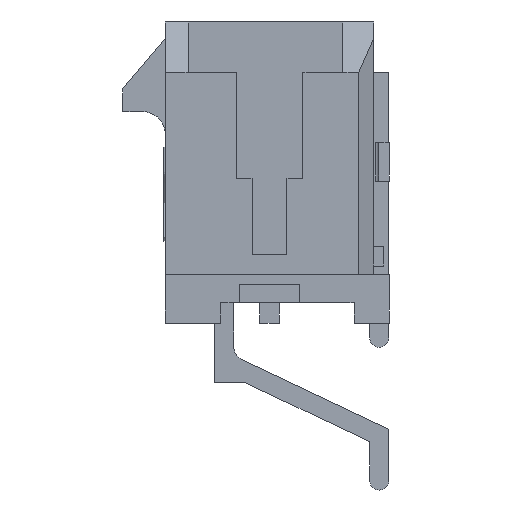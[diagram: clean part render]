
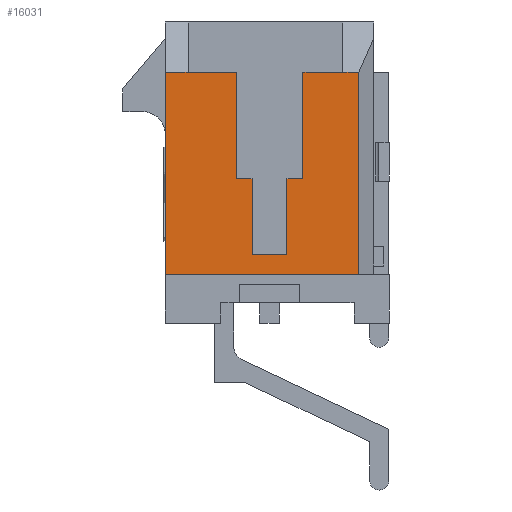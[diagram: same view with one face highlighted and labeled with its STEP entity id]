
A CAD part, left-side view. The second image highlights one B-rep face of the part: STEP entity #16031.
In plain terms, the highlighted planar face has unit normal (-1, 0, 0).
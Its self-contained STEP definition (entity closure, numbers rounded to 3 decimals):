
#1033=FACE_OUTER_BOUND('',#1962,.T.);
#1962=EDGE_LOOP('',(#12438,#12439,#12440,#12441,#12442,#12443,#12444,#12445,
#12446,#12447,#12448,#12449,#12450,#12451));
#2715=LINE('',#22646,#4773);
#2924=LINE('',#23424,#4982);
#2932=LINE('',#23438,#4990);
#3637=LINE('',#24865,#5695);
#3647=LINE('',#24885,#5705);
#3660=LINE('',#24909,#5718);
#3661=LINE('',#24913,#5719);
#3662=LINE('',#24914,#5720);
#3663=LINE('',#24916,#5721);
#3664=LINE('',#24918,#5722);
#3665=LINE('',#24920,#5723);
#3666=LINE('',#24921,#5724);
#3667=LINE('',#24923,#5725);
#3668=LINE('',#24924,#5726);
#4773=VECTOR('',#17772,6.66);
#4982=VECTOR('',#18107,6.66);
#4990=VECTOR('',#18119,6.36);
#5695=VECTOR('',#19114,1.15);
#5705=VECTOR('',#19134,2.5);
#5718=VECTOR('',#19151,2.5);
#5719=VECTOR('',#19154,3.5);
#5720=VECTOR('',#19155,0.525);
#5721=VECTOR('',#19156,0.525);
#5722=VECTOR('',#19157,3.5);
#5723=VECTOR('',#19158,1.58);
#5724=VECTOR('',#19159,0.75);
#5725=VECTOR('',#19160,0.52);
#5726=VECTOR('',#19161,1.31);
#6847=VERTEX_POINT('',#22643);
#6848=VERTEX_POINT('',#22645);
#7049=VERTEX_POINT('',#23421);
#7050=VERTEX_POINT('',#23423);
#7630=VERTEX_POINT('',#24862);
#7631=VERTEX_POINT('',#24864);
#7636=VERTEX_POINT('',#24884);
#7645=VERTEX_POINT('',#24907);
#7646=VERTEX_POINT('',#24911);
#7647=VERTEX_POINT('',#24912);
#7648=VERTEX_POINT('',#24915);
#7649=VERTEX_POINT('',#24917);
#7650=VERTEX_POINT('',#24919);
#7651=VERTEX_POINT('',#24922);
#8411=EDGE_CURVE('',#6847,#6848,#2715,.T.);
#8671=EDGE_CURVE('',#7049,#7050,#2924,.T.);
#8679=EDGE_CURVE('',#7050,#6847,#2932,.T.);
#9396=EDGE_CURVE('',#7631,#7630,#3637,.T.);
#9406=EDGE_CURVE('',#7636,#7631,#3647,.T.);
#9419=EDGE_CURVE('',#7630,#7645,#3660,.T.);
#9420=EDGE_CURVE('',#7646,#7647,#3661,.T.);
#9421=EDGE_CURVE('',#7647,#7636,#3662,.T.);
#9422=EDGE_CURVE('',#7645,#7648,#3663,.T.);
#9423=EDGE_CURVE('',#7649,#7648,#3664,.T.);
#9424=EDGE_CURVE('',#7649,#7650,#3665,.T.);
#9425=EDGE_CURVE('',#6848,#7650,#3666,.T.);
#9426=EDGE_CURVE('',#7651,#7049,#3667,.T.);
#9427=EDGE_CURVE('',#7651,#7646,#3668,.T.);
#12438=ORIENTED_EDGE('',*,*,#9420,.T.);
#12439=ORIENTED_EDGE('',*,*,#9421,.T.);
#12440=ORIENTED_EDGE('',*,*,#9406,.T.);
#12441=ORIENTED_EDGE('',*,*,#9396,.T.);
#12442=ORIENTED_EDGE('',*,*,#9419,.T.);
#12443=ORIENTED_EDGE('',*,*,#9422,.T.);
#12444=ORIENTED_EDGE('',*,*,#9423,.F.);
#12445=ORIENTED_EDGE('',*,*,#9424,.T.);
#12446=ORIENTED_EDGE('',*,*,#9425,.F.);
#12447=ORIENTED_EDGE('',*,*,#8411,.F.);
#12448=ORIENTED_EDGE('',*,*,#8679,.F.);
#12449=ORIENTED_EDGE('',*,*,#8671,.F.);
#12450=ORIENTED_EDGE('',*,*,#9426,.F.);
#12451=ORIENTED_EDGE('',*,*,#9427,.T.);
#15174=PLANE('',#16885);
#16031=ADVANCED_FACE('',(#1033),#15174,.F.);
#16885=AXIS2_PLACEMENT_3D('',#24910,#19152,#19153);
#17772=DIRECTION('',(0.,0.,1.));
#18107=DIRECTION('',(0.,0.,-1.));
#18119=DIRECTION('',(0.,1.,0.));
#19114=DIRECTION('',(0.,1.,0.));
#19134=DIRECTION('',(0.,0.,-1.));
#19151=DIRECTION('',(0.,0.,1.));
#19152=DIRECTION('center_axis',(1.,0.,0.));
#19153=DIRECTION('ref_axis',(0.,0.,-1.));
#19154=DIRECTION('',(0.,0.,-1.));
#19155=DIRECTION('',(0.,1.,0.));
#19156=DIRECTION('',(0.,1.,0.));
#19157=DIRECTION('',(0.,0.,-1.));
#19158=DIRECTION('',(0.,1.,0.));
#19159=DIRECTION('',(0.,-1.,0.));
#19160=DIRECTION('',(0.,-1.,0.));
#19161=DIRECTION('',(0.,1.,0.));
#22643=CARTESIAN_POINT('',(-15.325,3.43,-3.355));
#22645=CARTESIAN_POINT('',(-15.325,3.43,3.305));
#22646=CARTESIAN_POINT('',(-15.325,3.43,-3.355));
#23421=CARTESIAN_POINT('',(-15.325,-2.93,3.305));
#23423=CARTESIAN_POINT('',(-15.325,-2.93,-3.355));
#23424=CARTESIAN_POINT('',(-15.325,-2.93,3.305));
#23438=CARTESIAN_POINT('',(-15.325,-2.93,-3.355));
#24862=CARTESIAN_POINT('',(-15.325,0.575,-2.695));
#24864=CARTESIAN_POINT('',(-15.325,-0.575,-2.695));
#24865=CARTESIAN_POINT('',(-15.325,-0.575,-2.695));
#24884=CARTESIAN_POINT('',(-15.325,-0.575,-0.195));
#24885=CARTESIAN_POINT('',(-15.325,-0.575,-0.195));
#24907=CARTESIAN_POINT('',(-15.325,0.575,-0.195));
#24909=CARTESIAN_POINT('',(-15.325,0.575,-2.695));
#24910=CARTESIAN_POINT('Origin',(-15.325,0.,0.));
#24911=CARTESIAN_POINT('',(-15.325,-1.1,3.305));
#24912=CARTESIAN_POINT('',(-15.325,-1.1,-0.195));
#24913=CARTESIAN_POINT('',(-15.325,-1.1,3.305));
#24914=CARTESIAN_POINT('',(-15.325,-1.1,-0.195));
#24915=CARTESIAN_POINT('',(-15.325,1.1,-0.195));
#24916=CARTESIAN_POINT('',(-15.325,0.575,-0.195));
#24917=CARTESIAN_POINT('',(-15.325,1.1,3.305));
#24918=CARTESIAN_POINT('',(-15.325,1.1,3.305));
#24919=CARTESIAN_POINT('',(-15.325,2.68,3.305));
#24920=CARTESIAN_POINT('',(-15.325,1.1,3.305));
#24921=CARTESIAN_POINT('',(-15.325,3.43,3.305));
#24922=CARTESIAN_POINT('',(-15.325,-2.41,3.305));
#24923=CARTESIAN_POINT('',(-15.325,-2.41,3.305));
#24924=CARTESIAN_POINT('',(-15.325,-2.41,3.305));
